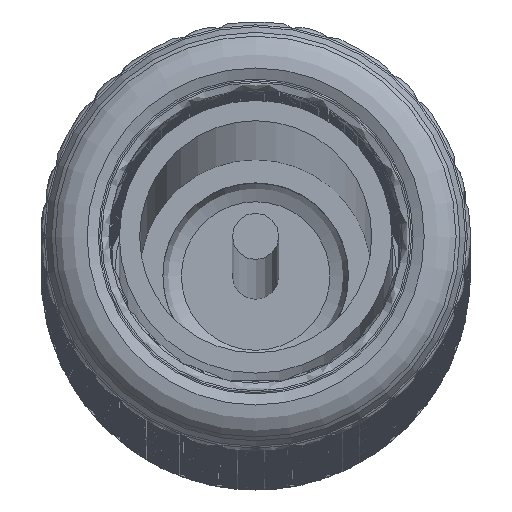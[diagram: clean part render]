
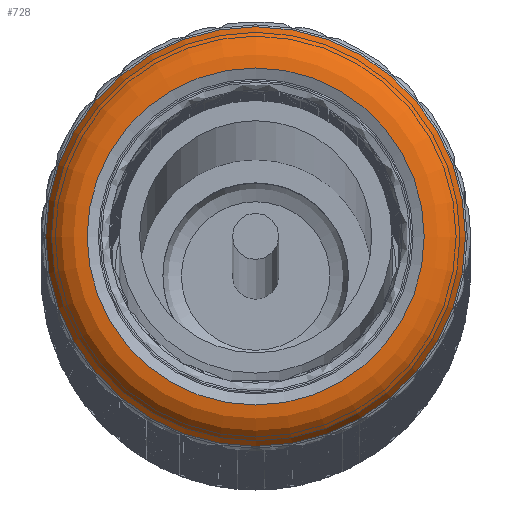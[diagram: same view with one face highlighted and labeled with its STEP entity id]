
A CAD part, top view. The second image highlights one B-rep face of the part: STEP entity #728.
In plain terms, the highlighted toroidal (fillet/blend) face has major radius 11.638 mm and minor radius 2.857 mm.
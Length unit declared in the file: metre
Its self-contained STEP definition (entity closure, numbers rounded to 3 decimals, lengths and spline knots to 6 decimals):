
#342=TOROIDAL_SURFACE('',#815,0.011638,0.002857);
#388=ORIENTED_EDGE('',*,*,#460,.T.);
#389=ORIENTED_EDGE('',*,*,#455,.F.);
#455=EDGE_CURVE('',#494,#494,#533,.T.);
#460=EDGE_CURVE('',#499,#499,#538,.T.);
#494=VERTEX_POINT('',#1465);
#499=VERTEX_POINT('',#1764);
#533=CIRCLE('',#807,0.014368);
#538=CIRCLE('',#816,0.01154);
#575=EDGE_LOOP('',(#388));
#576=EDGE_LOOP('',(#389));
#653=FACE_BOUND('',#575,.T.);
#654=FACE_BOUND('',#576,.T.);
#728=ADVANCED_FACE('',(#653,#654),#342,.T.);
#807=AXIS2_PLACEMENT_3D('',#1464,#953,#954);
#815=AXIS2_PLACEMENT_3D('',#1762,#969,#970);
#816=AXIS2_PLACEMENT_3D('',#1763,#971,#972);
#953=DIRECTION('',(0.,0.,-1.));
#954=DIRECTION('',(-1.,0.,0.));
#969=DIRECTION('',(0.,0.,-1.));
#970=DIRECTION('',(-1.,0.,0.));
#971=DIRECTION('',(0.,0.,-1.));
#972=DIRECTION('',(-1.,0.,0.));
#1464=CARTESIAN_POINT('',(0.,0.,0.038003));
#1465=CARTESIAN_POINT('',(-0.014368,0.,0.038003));
#1762=CARTESIAN_POINT('',(0.,0.,0.037163));
#1763=CARTESIAN_POINT('',(0.,0.,0.040018));
#1764=CARTESIAN_POINT('',(-0.01154,0.,0.040018));
